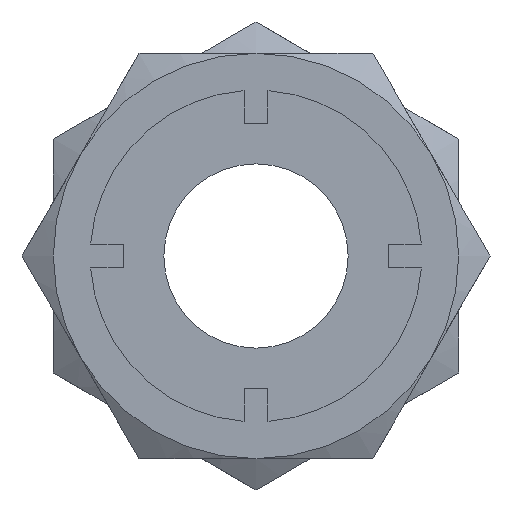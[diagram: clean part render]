
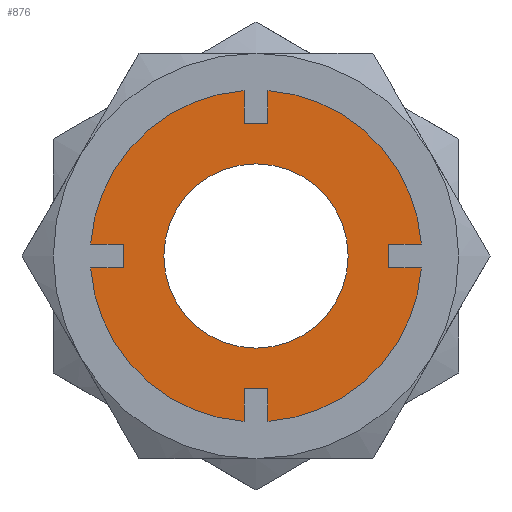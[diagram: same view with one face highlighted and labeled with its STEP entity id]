
A CAD part, left-side view. The second image highlights one B-rep face of the part: STEP entity #876.
In plain terms, the highlighted planar face has unit normal (-1, 0, 0).
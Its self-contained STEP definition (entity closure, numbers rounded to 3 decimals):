
#330=EDGE_CURVE('',#512,#872,#940,.T.);
#340=VERTEX_POINT('',#951);
#348=VERTEX_POINT('',#960);
#352=VERTEX_POINT('',#964);
#356=VERTEX_POINT('',#968);
#358=VERTEX_POINT('',#970);
#360=EDGE_CURVE('',#358,#454,#972,.T.);
#372=EDGE_CURVE('',#434,#340,#984,.T.);
#428=EDGE_CURVE('',#538,#802,#1045,.T.);
#434=VERTEX_POINT('',#1051);
#454=VERTEX_POINT('',#1071);
#486=VERTEX_POINT('',#1106);
#512=VERTEX_POINT('',#1137);
#516=VERTEX_POINT('',#1141);
#536=EDGE_CURVE('',#688,#516,#1162,.T.);
#538=VERTEX_POINT('',#1164);
#576=VERTEX_POINT('',#1206);
#592=EDGE_CURVE('',#348,#356,#1223,.T.);
#606=EDGE_CURVE('',#640,#884,#1239,.T.);
#640=VERTEX_POINT('',#1277);
#680=EDGE_CURVE('',#486,#512,#1325,.T.);
#684=VERTEX_POINT('',#1330);
#688=VERTEX_POINT('',#1334);
#786=EDGE_CURVE('',#576,#486,#1447,.T.);
#802=VERTEX_POINT('',#1465);
#808=EDGE_CURVE('',#516,#688,#1472,.T.);
#830=EDGE_CURVE('',#538,#684,#1495,.T.);
#832=EDGE_CURVE('',#352,#684,#1497,.T.);
#834=EDGE_CURVE('',#434,#454,#1499,.T.);
#854=EDGE_CURVE('',#576,#356,#1521,.T.);
#860=EDGE_CURVE('',#640,#872,#1528,.T.);
#872=VERTEX_POINT('',#1542);
#876=ADVANCED_FACE('',(#1546,#1547),#1548,.T.);
#880=EDGE_CURVE('',#340,#348,#1552,.T.);
#884=VERTEX_POINT('',#1556);
#902=EDGE_CURVE('',#884,#352,#1576,.T.);
#912=EDGE_CURVE('',#802,#358,#1586,.T.);
#940=LINE('',#1608,#1609);
#951=CARTESIAN_POINT('',(-12.0,-0.65,7.2));
#960=CARTESIAN_POINT('',(-12.0,0.65,7.2));
#964=CARTESIAN_POINT('',(-12.0,-0.65,-7.2));
#968=CARTESIAN_POINT('',(-12.0,0.65,8.976));
#970=CARTESIAN_POINT('',(-12.0,-7.2,0.65));
#972=LINE('',#1656,#1657);
#984=LINE('',#1683,#1684);
#1045=LINE('',#1822,#1823);
#1051=CARTESIAN_POINT('',(-12.0,-0.65,8.976));
#1071=CARTESIAN_POINT('',(-12.0,-8.976,0.65));
#1106=CARTESIAN_POINT('',(-12.0,7.2,0.65));
#1137=CARTESIAN_POINT('',(-12.0,7.2,-0.65));
#1141=CARTESIAN_POINT('',(-12.0,0.,5.));
#1162=CIRCLE('',#2061,5.);
#1164=CARTESIAN_POINT('',(-12.0,-8.976,-0.65));
#1206=CARTESIAN_POINT('',(-12.0,8.976,0.65));
#1223=LINE('',#2175,#2176);
#1239=LINE('',#2223,#2224);
#1277=CARTESIAN_POINT('',(-12.0,0.65,-8.976));
#1325=LINE('',#2375,#2376);
#1330=CARTESIAN_POINT('',(-12.0,-0.65,-8.976));
#1334=CARTESIAN_POINT('',(-12.0,0.,-5.));
#1447=LINE('',#2603,#2604);
#1465=CARTESIAN_POINT('',(-12.0,-7.2,-0.65));
#1472=CIRCLE('',#2642,5.);
#1495=CIRCLE('',#2710,9.);
#1497=LINE('',#2713,#2714);
#1499=CIRCLE('',#2717,9.);
#1521=CIRCLE('',#2774,9.);
#1528=CIRCLE('',#2782,9.);
#1542=CARTESIAN_POINT('',(-12.0,8.976,-0.65));
#1546=FACE_BOUND('',#2814,.T.);
#1547=FACE_OUTER_BOUND('',#2815,.T.);
#1548=PLANE('',#2816);
#1552=LINE('',#2821,#2822);
#1556=CARTESIAN_POINT('',(-12.0,0.65,-7.2));
#1576=LINE('',#2854,#2855);
#1586=LINE('',#2880,#2881);
#1608=CARTESIAN_POINT('',(-12.0,4.5,-0.65));
#1609=VECTOR('',#2900,1.0);
#1656=CARTESIAN_POINT('',(-12.0,-4.5,0.65));
#1657=VECTOR('',#2924,1.0);
#1683=CARTESIAN_POINT('',(-12.0,-0.65,7.1));
#1684=VECTOR('',#2929,1.0);
#1822=CARTESIAN_POINT('',(-12.0,-3.6,-0.65));
#1823=VECTOR('',#2992,1.0);
#2061=AXIS2_PLACEMENT_3D('',#3100,#3101,#3102);
#2175=CARTESIAN_POINT('',(-12.0,0.65,8.));
#2176=VECTOR('',#3148,1.0);
#2223=CARTESIAN_POINT('',(-12.0,0.65,-0.1));
#2224=VECTOR('',#3167,1.0);
#2375=CARTESIAN_POINT('',(-12.0,7.2,3.175));
#2376=VECTOR('',#3292,1.0);
#2603=CARTESIAN_POINT('',(-12.0,3.6,0.65));
#2604=VECTOR('',#3435,1.0);
#2642=AXIS2_PLACEMENT_3D('',#3459,#3460,#3461);
#2710=AXIS2_PLACEMENT_3D('',#3477,#3478,#3479);
#2713=CARTESIAN_POINT('',(-12.0,-0.65,-1.));
#2714=VECTOR('',#3480,1.0);
#2717=AXIS2_PLACEMENT_3D('',#3481,#3482,#3483);
#2774=AXIS2_PLACEMENT_3D('',#3506,#3507,#3508);
#2782=AXIS2_PLACEMENT_3D('',#3519,#3520,#3521);
#2814=EDGE_LOOP('',(#3542,#3543));
#2815=EDGE_LOOP('',(#3544,#3545,#3546,#3547,#3548,#3549,#3550,#3551,#3552,#3553,#3554,#3555,#3556,#3557,#3558,#3559));
#2816=AXIS2_PLACEMENT_3D('',#3560,#3561,#3562);
#2821=CARTESIAN_POINT('',(-12.0,0.325,7.2));
#2822=VECTOR('',#3563,1.0);
#2854=CARTESIAN_POINT('',(-12.0,-0.325,-7.2));
#2855=VECTOR('',#3585,1.0);
#2880=CARTESIAN_POINT('',(-12.0,-7.2,3.825));
#2881=VECTOR('',#3588,1.0);
#2900=DIRECTION('',(0.0,1.0,0.0));
#2924=DIRECTION('',(0.0,-1.0,0.0));
#2929=DIRECTION('',(0.0,0.0,-1.0));
#2992=DIRECTION('',(0.0,1.0,0.0));
#3100=CARTESIAN_POINT('',(-12.0,0.,0.));
#3101=DIRECTION('',(1.0,0.0,0.0));
#3102=DIRECTION('',(0.0,0.,1.0));
#3148=DIRECTION('',(0.0,0.0,1.0));
#3167=DIRECTION('',(0.0,0.0,1.0));
#3292=DIRECTION('',(0.0,0.0,-1.0));
#3435=DIRECTION('',(0.0,-1.0,0.0));
#3459=CARTESIAN_POINT('',(-12.0,0.,0.));
#3460=DIRECTION('',(1.0,0.0,0.0));
#3461=DIRECTION('',(0.0,0.,1.0));
#3477=CARTESIAN_POINT('',(-12.0,0.,0.));
#3478=DIRECTION('',(1.0,0.0,0.0));
#3479=DIRECTION('',(0.0,0.,1.0));
#3480=DIRECTION('',(0.0,0.0,-1.0));
#3481=CARTESIAN_POINT('',(-12.0,0.,0.));
#3482=DIRECTION('',(1.0,0.0,0.0));
#3483=DIRECTION('',(0.0,0.,1.0));
#3506=CARTESIAN_POINT('',(-12.0,0.,0.));
#3507=DIRECTION('',(1.0,0.0,0.0));
#3508=DIRECTION('',(0.0,0.,1.0));
#3519=CARTESIAN_POINT('',(-12.0,0.,0.));
#3520=DIRECTION('',(1.0,0.0,0.0));
#3521=DIRECTION('',(0.0,0.,1.0));
#3542=ORIENTED_EDGE('',*,*,#808,.T.);
#3543=ORIENTED_EDGE('',*,*,#536,.T.);
#3544=ORIENTED_EDGE('',*,*,#428,.T.);
#3545=ORIENTED_EDGE('',*,*,#912,.T.);
#3546=ORIENTED_EDGE('',*,*,#360,.T.);
#3547=ORIENTED_EDGE('',*,*,#834,.F.);
#3548=ORIENTED_EDGE('',*,*,#372,.T.);
#3549=ORIENTED_EDGE('',*,*,#880,.T.);
#3550=ORIENTED_EDGE('',*,*,#592,.T.);
#3551=ORIENTED_EDGE('',*,*,#854,.F.);
#3552=ORIENTED_EDGE('',*,*,#786,.T.);
#3553=ORIENTED_EDGE('',*,*,#680,.T.);
#3554=ORIENTED_EDGE('',*,*,#330,.T.);
#3555=ORIENTED_EDGE('',*,*,#860,.F.);
#3556=ORIENTED_EDGE('',*,*,#606,.T.);
#3557=ORIENTED_EDGE('',*,*,#902,.T.);
#3558=ORIENTED_EDGE('',*,*,#832,.T.);
#3559=ORIENTED_EDGE('',*,*,#830,.F.);
#3560=CARTESIAN_POINT('',(-12.0,0.,7.));
#3561=DIRECTION('',(-1.0,-0.0,0.0));
#3562=DIRECTION('',(0.0,0.,-1.0));
#3563=DIRECTION('',(0.0,1.0,0.0));
#3585=DIRECTION('',(0.0,-1.0,0.0));
#3588=DIRECTION('',(0.0,0.0,1.0));
